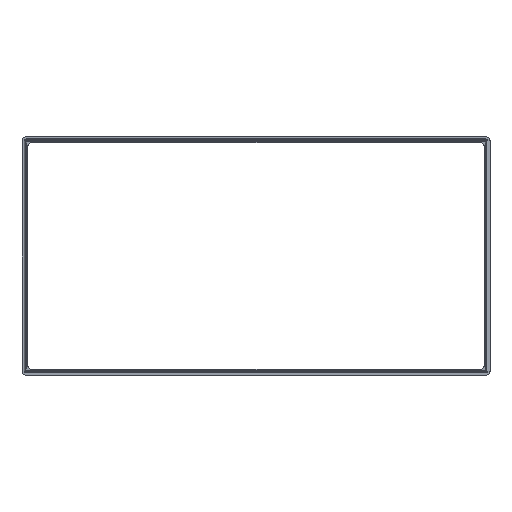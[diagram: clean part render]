
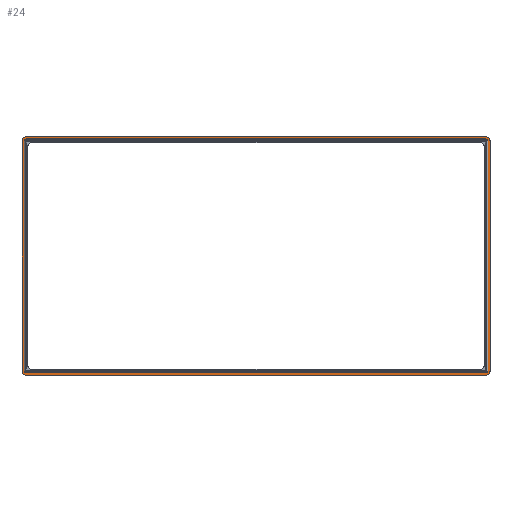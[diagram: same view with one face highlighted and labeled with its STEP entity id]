
A CAD part, top view. The second image highlights one B-rep face of the part: STEP entity #24.
In plain terms, the highlighted planar face has unit normal (0, 0, 1).
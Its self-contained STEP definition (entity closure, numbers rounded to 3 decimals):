
#23 = VERTEX_POINT ( 'NONE', #1212 ) ;
#24 = ADVANCED_FACE ( 'NONE', ( #1098, #500 ), #860, .F. ) ;
#26 = DIRECTION ( 'NONE',  ( 0., -1., 0. ) ) ;
#48 = ORIENTED_EDGE ( 'NONE', *, *, #1151, .T. ) ;
#68 = ORIENTED_EDGE ( 'NONE', *, *, #1480, .F. ) ;
#81 = LINE ( 'NONE', #331, #1299 ) ;
#82 = CARTESIAN_POINT ( 'NONE',  ( 1., -1., 0.4 ) ) ;
#87 = CARTESIAN_POINT ( 'NONE',  ( 249.4, 1.2, 0.4 ) ) ;
#107 = EDGE_CURVE ( 'NONE', #126, #969, #970, .T. ) ;
#111 = DIRECTION ( 'NONE',  ( 1., 0., 0. ) ) ;
#114 = AXIS2_PLACEMENT_3D ( 'NONE', #206, #1050, #1283 ) ;
#126 = VERTEX_POINT ( 'NONE', #1459 ) ;
#143 = VERTEX_POINT ( 'NONE', #1118 ) ;
#149 = DIRECTION ( 'NONE',  ( -1., 0., 0. ) ) ;
#168 = ORIENTED_EDGE ( 'NONE', *, *, #1149, .T. ) ;
#177 = ORIENTED_EDGE ( 'NONE', *, *, #1183, .T. ) ;
#187 = VECTOR ( 'NONE', #1421, 1000. ) ;
#205 = ORIENTED_EDGE ( 'NONE', *, *, #1384, .T. ) ;
#206 = CARTESIAN_POINT ( 'NONE',  ( 1., -125.4, 0.4 ) ) ;
#214 = DIRECTION ( 'NONE',  ( 0., 1., 0. ) ) ;
#223 = DIRECTION ( 'NONE',  ( -1., 0., 0. ) ) ;
#229 = EDGE_CURVE ( 'NONE', #508, #1031, #715, .T. ) ;
#261 = DIRECTION ( 'NONE',  ( 0., 0., -1. ) ) ;
#285 = ORIENTED_EDGE ( 'NONE', *, *, #1553, .T. ) ;
#309 = EDGE_CURVE ( 'NONE', #1310, #23, #793, .T. ) ;
#328 = AXIS2_PLACEMENT_3D ( 'NONE', #82, #1081, #567 ) ;
#331 = CARTESIAN_POINT ( 'NONE',  ( 249.4, -126.4, 0.4 ) ) ;
#338 = DIRECTION ( 'NONE',  ( -1., 0., 0. ) ) ;
#356 = CARTESIAN_POINT ( 'NONE',  ( 1., -127.6, 0.4 ) ) ;
#376 = EDGE_CURVE ( 'NONE', #1152, #1310, #1180, .T. ) ;
#412 = AXIS2_PLACEMENT_3D ( 'NONE', #1058, #589, #1533 ) ;
#433 = EDGE_CURVE ( 'NONE', #1282, #627, #1051, .T. ) ;
#481 = CARTESIAN_POINT ( 'NONE',  ( 1., -126.4, 0.4 ) ) ;
#486 = DIRECTION ( 'NONE',  ( 0., 0., -1. ) ) ;
#488 = ORIENTED_EDGE ( 'NONE', *, *, #107, .T. ) ;
#500 = FACE_OUTER_BOUND ( 'NONE', #1256, .T. ) ;
#508 = VERTEX_POINT ( 'NONE', #356 ) ;
#541 = VERTEX_POINT ( 'NONE', #1318 ) ;
#550 = CIRCLE ( 'NONE', #1032, 1. ) ;
#567 = DIRECTION ( 'NONE',  ( -1., 0., 0. ) ) ;
#579 = EDGE_CURVE ( 'NONE', #1426, #1514, #1210, .T. ) ;
#589 = DIRECTION ( 'NONE',  ( 0., 0., -1. ) ) ;
#599 = VECTOR ( 'NONE', #809, 1000. ) ;
#627 = VERTEX_POINT ( 'NONE', #1054 ) ;
#634 = ORIENTED_EDGE ( 'NONE', *, *, #433, .T. ) ;
#635 = EDGE_CURVE ( 'NONE', #1514, #1152, #692, .T. ) ;
#676 = CIRCLE ( 'NONE', #114, 1. ) ;
#685 = CARTESIAN_POINT ( 'NONE',  ( 251.6, -1., 0.4 ) ) ;
#686 = CARTESIAN_POINT ( 'NONE',  ( 249.4, -127.6, 0.4 ) ) ;
#689 = AXIS2_PLACEMENT_3D ( 'NONE', #1409, #1177, #223 ) ;
#692 = LINE ( 'NONE', #943, #951 ) ;
#715 = CIRCLE ( 'NONE', #1327, 2.2 ) ;
#733 = EDGE_CURVE ( 'NONE', #23, #1228, #811, .T. ) ;
#739 = CARTESIAN_POINT ( 'NONE',  ( 249.4, -125.4, 0.4 ) ) ;
#742 = DIRECTION ( 'NONE',  ( -1., 0., 0. ) ) ;
#753 = VERTEX_POINT ( 'NONE', #481 ) ;
#759 = EDGE_LOOP ( 'NONE', ( #168, #48, #488, #205, #907, #285, #634, #177 ) ) ;
#761 = CIRCLE ( 'NONE', #412, 1. ) ;
#776 = CARTESIAN_POINT ( 'NONE',  ( 250.4, -125.4, 0.4 ) ) ;
#793 = LINE ( 'NONE', #685, #187 ) ;
#796 = DIRECTION ( 'NONE',  ( 1., 0., 0. ) ) ;
#800 = LINE ( 'NONE', #904, #929 ) ;
#801 = CARTESIAN_POINT ( 'NONE',  ( 249.4, -1., 0.4 ) ) ;
#809 = DIRECTION ( 'NONE',  ( -1., 0., 0. ) ) ;
#811 = CIRCLE ( 'NONE', #1017, 2.2 ) ;
#826 = CARTESIAN_POINT ( 'NONE',  ( 0., -125.4, 0.4 ) ) ;
#847 = AXIS2_PLACEMENT_3D ( 'NONE', #801, #1427, #1305 ) ;
#854 = ORIENTED_EDGE ( 'NONE', *, *, #635, .F. ) ;
#860 = PLANE ( 'NONE',  #1189 ) ;
#892 = ORIENTED_EDGE ( 'NONE', *, *, #1269, .F. ) ;
#904 = CARTESIAN_POINT ( 'NONE',  ( -1.2, -125.4, 0.4 ) ) ;
#907 = ORIENTED_EDGE ( 'NONE', *, *, #1190, .T. ) ;
#928 = DIRECTION ( 'NONE',  ( 0., 1., 0. ) ) ;
#929 = VECTOR ( 'NONE', #214, 1000. ) ;
#943 = CARTESIAN_POINT ( 'NONE',  ( 1., 1.2, 0.4 ) ) ;
#951 = VECTOR ( 'NONE', #111, 1000. ) ;
#965 = CARTESIAN_POINT ( 'NONE',  ( -1.2, -1., 0.4 ) ) ;
#969 = VERTEX_POINT ( 'NONE', #776 ) ;
#970 = LINE ( 'NONE', #1467, #1531 ) ;
#1010 = CARTESIAN_POINT ( 'NONE',  ( -1.2, -125.4, 0.4 ) ) ;
#1017 = AXIS2_PLACEMENT_3D ( 'NONE', #1354, #1482, #149 ) ;
#1022 = ORIENTED_EDGE ( 'NONE', *, *, #376, .F. ) ;
#1031 = VERTEX_POINT ( 'NONE', #1010 ) ;
#1032 = AXIS2_PLACEMENT_3D ( 'NONE', #739, #486, #1462 ) ;
#1043 = DIRECTION ( 'NONE',  ( -1., 0., 0. ) ) ;
#1050 = DIRECTION ( 'NONE',  ( 0., 0., -1. ) ) ;
#1051 = LINE ( 'NONE', #1537, #1309 ) ;
#1054 = CARTESIAN_POINT ( 'NONE',  ( 0., -1., 0.4 ) ) ;
#1058 = CARTESIAN_POINT ( 'NONE',  ( 1., -1., 0.4 ) ) ;
#1081 = DIRECTION ( 'NONE',  ( 0., 0., -1. ) ) ;
#1098 = FACE_BOUND ( 'NONE', #759, .T. ) ;
#1118 = CARTESIAN_POINT ( 'NONE',  ( 249.4, 0., 0.4 ) ) ;
#1149 = EDGE_CURVE ( 'NONE', #1262, #143, #1423, .T. ) ;
#1151 = EDGE_CURVE ( 'NONE', #143, #126, #1377, .T. ) ;
#1152 = VERTEX_POINT ( 'NONE', #87 ) ;
#1165 = CARTESIAN_POINT ( 'NONE',  ( 1., 0., 0.4 ) ) ;
#1167 = CARTESIAN_POINT ( 'NONE',  ( 1., 1.2, 0.4 ) ) ;
#1177 = DIRECTION ( 'NONE',  ( 0., 0., -1. ) ) ;
#1180 = CIRCLE ( 'NONE', #847, 2.2 ) ;
#1183 = EDGE_CURVE ( 'NONE', #627, #1262, #761, .T. ) ;
#1189 = AXIS2_PLACEMENT_3D ( 'NONE', #1350, #261, #742 ) ;
#1190 = EDGE_CURVE ( 'NONE', #541, #753, #81, .T. ) ;
#1192 = CARTESIAN_POINT ( 'NONE',  ( 1., 0., 0.4 ) ) ;
#1207 = CARTESIAN_POINT ( 'NONE',  ( 251.6, -1., 0.4 ) ) ;
#1210 = CIRCLE ( 'NONE', #328, 2.2 ) ;
#1212 = CARTESIAN_POINT ( 'NONE',  ( 251.6, -125.4, 0.4 ) ) ;
#1228 = VERTEX_POINT ( 'NONE', #1436 ) ;
#1236 = ORIENTED_EDGE ( 'NONE', *, *, #733, .F. ) ;
#1256 = EDGE_LOOP ( 'NONE', ( #1549, #68, #1328, #892, #1236, #1559, #1022, #854 ) ) ;
#1262 = VERTEX_POINT ( 'NONE', #1165 ) ;
#1266 = CARTESIAN_POINT ( 'NONE',  ( 1., -125.4, 0.4 ) ) ;
#1269 = EDGE_CURVE ( 'NONE', #1228, #508, #1555, .T. ) ;
#1282 = VERTEX_POINT ( 'NONE', #826 ) ;
#1283 = DIRECTION ( 'NONE',  ( -1., 0., 0. ) ) ;
#1299 = VECTOR ( 'NONE', #338, 1000. ) ;
#1305 = DIRECTION ( 'NONE',  ( -1., 0., 0. ) ) ;
#1309 = VECTOR ( 'NONE', #928, 1000. ) ;
#1310 = VERTEX_POINT ( 'NONE', #1207 ) ;
#1318 = CARTESIAN_POINT ( 'NONE',  ( 249.4, -126.4, 0.4 ) ) ;
#1327 = AXIS2_PLACEMENT_3D ( 'NONE', #1266, #1383, #1043 ) ;
#1328 = ORIENTED_EDGE ( 'NONE', *, *, #229, .F. ) ;
#1350 = CARTESIAN_POINT ( 'NONE',  ( 1., -1., 0.4 ) ) ;
#1354 = CARTESIAN_POINT ( 'NONE',  ( 249.4, -125.4, 0.4 ) ) ;
#1377 = CIRCLE ( 'NONE', #689, 1. ) ;
#1383 = DIRECTION ( 'NONE',  ( 0., 0., -1. ) ) ;
#1384 = EDGE_CURVE ( 'NONE', #969, #541, #550, .T. ) ;
#1409 = CARTESIAN_POINT ( 'NONE',  ( 249.4, -1., 0.4 ) ) ;
#1421 = DIRECTION ( 'NONE',  ( 0., -1., 0. ) ) ;
#1423 = LINE ( 'NONE', #1192, #1442 ) ;
#1426 = VERTEX_POINT ( 'NONE', #965 ) ;
#1427 = DIRECTION ( 'NONE',  ( 0., 0., -1. ) ) ;
#1436 = CARTESIAN_POINT ( 'NONE',  ( 249.4, -127.6, 0.4 ) ) ;
#1442 = VECTOR ( 'NONE', #796, 1000. ) ;
#1459 = CARTESIAN_POINT ( 'NONE',  ( 250.4, -1., 0.4 ) ) ;
#1462 = DIRECTION ( 'NONE',  ( -1., 0., 0. ) ) ;
#1467 = CARTESIAN_POINT ( 'NONE',  ( 250.4, -1., 0.4 ) ) ;
#1480 = EDGE_CURVE ( 'NONE', #1031, #1426, #800, .T. ) ;
#1482 = DIRECTION ( 'NONE',  ( 0., 0., -1. ) ) ;
#1514 = VERTEX_POINT ( 'NONE', #1167 ) ;
#1531 = VECTOR ( 'NONE', #26, 1000. ) ;
#1533 = DIRECTION ( 'NONE',  ( -1., 0., 0. ) ) ;
#1537 = CARTESIAN_POINT ( 'NONE',  ( 0., -125.4, 0.4 ) ) ;
#1549 = ORIENTED_EDGE ( 'NONE', *, *, #579, .F. ) ;
#1553 = EDGE_CURVE ( 'NONE', #753, #1282, #676, .T. ) ;
#1555 = LINE ( 'NONE', #686, #599 ) ;
#1559 = ORIENTED_EDGE ( 'NONE', *, *, #309, .F. ) ;
